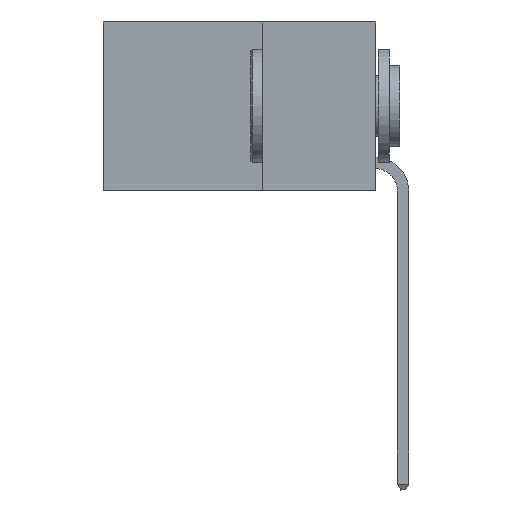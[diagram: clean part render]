
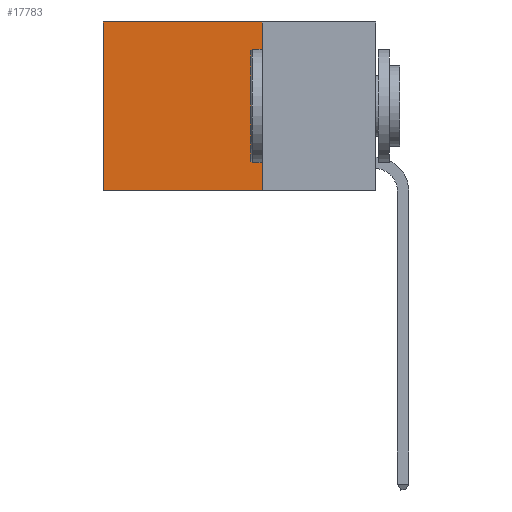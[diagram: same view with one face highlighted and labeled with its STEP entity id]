
A CAD part, left-side view. The second image highlights one B-rep face of the part: STEP entity #17783.
In plain terms, the highlighted planar face has unit normal (-1, 0, 0).
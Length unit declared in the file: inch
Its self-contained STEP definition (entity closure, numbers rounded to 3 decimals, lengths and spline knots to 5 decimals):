
#224 = LINE ( 'NONE', #5517, #22082 ) ;
#1043 = CARTESIAN_POINT ( 'NONE',  ( 0.2625, 0.25, -0.37 ) ) ;
#2219 = VERTEX_POINT ( 'NONE', #15024 ) ;
#2826 = VERTEX_POINT ( 'NONE', #22063 ) ;
#3356 = DIRECTION ( 'NONE',  ( 1., 0., 0. ) ) ;
#4515 = ORIENTED_EDGE ( 'NONE', *, *, #16679, .T. ) ;
#4528 = DIRECTION ( 'NONE',  ( 0., 1., 0. ) ) ;
#5108 = LINE ( 'NONE', #12506, #6039 ) ;
#5517 = CARTESIAN_POINT ( 'NONE',  ( 0.2625, 0.6, 0. ) ) ;
#5905 = EDGE_CURVE ( 'NONE', #17063, #2219, #15272, .T. ) ;
#6039 = VECTOR ( 'NONE', #16259, 39.37008 ) ;
#7493 = DIRECTION ( 'NONE',  ( 0., 1., 0. ) ) ;
#7662 = ORIENTED_EDGE ( 'NONE', *, *, #15522, .F. ) ;
#7809 = EDGE_CURVE ( 'NONE', #17063, #23084, #5108, .T. ) ;
#8635 = PLANE ( 'NONE',  #12492 ) ;
#8862 = DIRECTION ( 'NONE',  ( 0., 0., -1. ) ) ;
#9413 = CARTESIAN_POINT ( 'NONE',  ( 0.2625, 0.25, 0. ) ) ;
#10166 = CARTESIAN_POINT ( 'NONE',  ( 0.2625, 0.25, -0.37 ) ) ;
#10417 = LINE ( 'NONE', #10166, #21750 ) ;
#10849 = VECTOR ( 'NONE', #7493, 39.37008 ) ;
#12413 = ORIENTED_EDGE ( 'NONE', *, *, #7809, .F. ) ;
#12492 = AXIS2_PLACEMENT_3D ( 'NONE', #16056, #3356, #8862 ) ;
#12506 = CARTESIAN_POINT ( 'NONE',  ( 0.2625, 0.25, 0. ) ) ;
#14709 = CARTESIAN_POINT ( 'NONE',  ( 0.2625, 0.25, 0. ) ) ;
#14863 = EDGE_LOOP ( 'NONE', ( #4515, #7662, #12413, #20343 ) ) ;
#15024 = CARTESIAN_POINT ( 'NONE',  ( 0.2625, 0.6, 0. ) ) ;
#15272 = LINE ( 'NONE', #9413, #10849 ) ;
#15522 = EDGE_CURVE ( 'NONE', #23084, #2826, #10417, .T. ) ;
#16056 = CARTESIAN_POINT ( 'NONE',  ( 0.2625, 0.25, 0. ) ) ;
#16259 = DIRECTION ( 'NONE',  ( 0., 0., -1. ) ) ;
#16679 = EDGE_CURVE ( 'NONE', #2219, #2826, #224, .T. ) ;
#16780 = DIRECTION ( 'NONE',  ( 0., 0., -1. ) ) ;
#17063 = VERTEX_POINT ( 'NONE', #14709 ) ;
#17783 = ADVANCED_FACE ( 'NONE', ( #17876 ), #8635, .F. ) ;
#17876 = FACE_OUTER_BOUND ( 'NONE', #14863, .T. ) ;
#20343 = ORIENTED_EDGE ( 'NONE', *, *, #5905, .T. ) ;
#21750 = VECTOR ( 'NONE', #4528, 39.37008 ) ;
#22063 = CARTESIAN_POINT ( 'NONE',  ( 0.2625, 0.6, -0.37 ) ) ;
#22082 = VECTOR ( 'NONE', #16780, 39.37008 ) ;
#23084 = VERTEX_POINT ( 'NONE', #1043 ) ;
